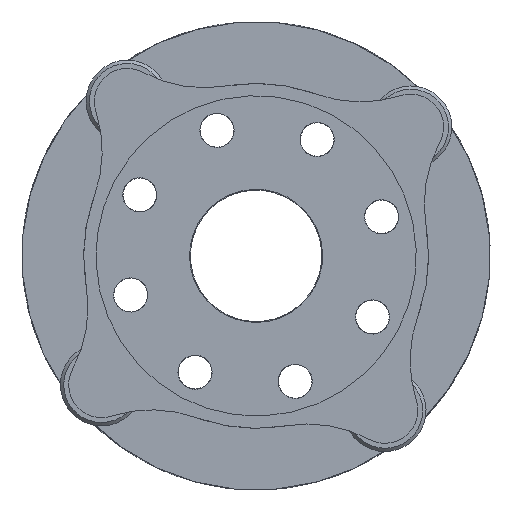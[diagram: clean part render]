
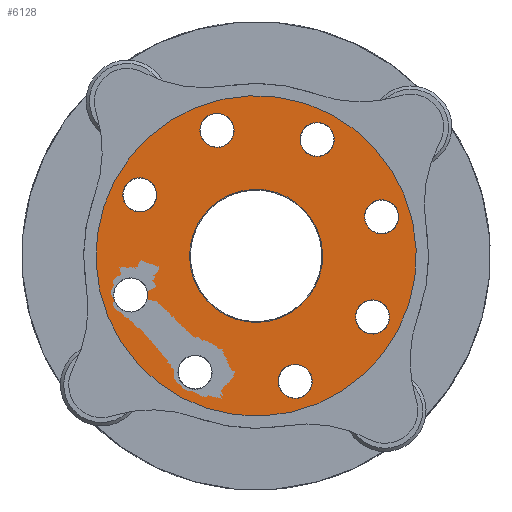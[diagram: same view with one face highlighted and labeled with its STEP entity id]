
A CAD part, left-side view. The second image highlights one B-rep face of the part: STEP entity #6128.
In plain terms, the highlighted planar face has unit normal (-1, 0, 0).
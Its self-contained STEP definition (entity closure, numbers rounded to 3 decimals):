
#1116=FACE_BOUND('',#1776,.T.);
#1117=FACE_BOUND('',#1777,.T.);
#1118=FACE_BOUND('',#1778,.T.);
#1119=FACE_BOUND('',#1779,.T.);
#1120=FACE_BOUND('',#1780,.T.);
#1121=FACE_BOUND('',#1781,.T.);
#1122=FACE_BOUND('',#1782,.T.);
#1123=FACE_BOUND('',#1783,.T.);
#1124=FACE_BOUND('',#1784,.T.);
#1346=FACE_OUTER_BOUND('',#1775,.T.);
#1775=EDGE_LOOP('',(#4785));
#1776=EDGE_LOOP('',(#4786));
#1777=EDGE_LOOP('',(#4787));
#1778=EDGE_LOOP('',(#4788));
#1779=EDGE_LOOP('',(#4789));
#1780=EDGE_LOOP('',(#4790));
#1781=EDGE_LOOP('',(#4791));
#1782=EDGE_LOOP('',(#4792));
#1783=EDGE_LOOP('',(#4793));
#1784=EDGE_LOOP('',(#4794));
#2255=CIRCLE('',#6730,9.75);
#2256=CIRCLE('',#6731,4.05);
#2257=CIRCLE('',#6732,1.04);
#2258=CIRCLE('',#6733,1.04);
#2259=CIRCLE('',#6734,1.04);
#2260=CIRCLE('',#6735,1.04);
#2261=CIRCLE('',#6736,1.04);
#2262=CIRCLE('',#6737,1.04);
#2263=CIRCLE('',#6738,1.04);
#2264=CIRCLE('',#6739,1.04);
#2787=VERTEX_POINT('',#11820);
#2788=VERTEX_POINT('',#11822);
#2789=VERTEX_POINT('',#11824);
#2790=VERTEX_POINT('',#11826);
#2791=VERTEX_POINT('',#11828);
#2792=VERTEX_POINT('',#11830);
#2793=VERTEX_POINT('',#11832);
#2794=VERTEX_POINT('',#11834);
#2795=VERTEX_POINT('',#11836);
#2796=VERTEX_POINT('',#11838);
#3509=EDGE_CURVE('',#2787,#2787,#2255,.T.);
#3510=EDGE_CURVE('',#2788,#2788,#2256,.T.);
#3511=EDGE_CURVE('',#2789,#2789,#2257,.T.);
#3512=EDGE_CURVE('',#2790,#2790,#2258,.T.);
#3513=EDGE_CURVE('',#2791,#2791,#2259,.T.);
#3514=EDGE_CURVE('',#2792,#2792,#2260,.T.);
#3515=EDGE_CURVE('',#2793,#2793,#2261,.T.);
#3516=EDGE_CURVE('',#2794,#2794,#2262,.T.);
#3517=EDGE_CURVE('',#2795,#2795,#2263,.T.);
#3518=EDGE_CURVE('',#2796,#2796,#2264,.T.);
#4785=ORIENTED_EDGE('',*,*,#3509,.T.);
#4786=ORIENTED_EDGE('',*,*,#3510,.F.);
#4787=ORIENTED_EDGE('',*,*,#3511,.F.);
#4788=ORIENTED_EDGE('',*,*,#3512,.F.);
#4789=ORIENTED_EDGE('',*,*,#3513,.F.);
#4790=ORIENTED_EDGE('',*,*,#3514,.F.);
#4791=ORIENTED_EDGE('',*,*,#3515,.F.);
#4792=ORIENTED_EDGE('',*,*,#3516,.F.);
#4793=ORIENTED_EDGE('',*,*,#3517,.F.);
#4794=ORIENTED_EDGE('',*,*,#3518,.F.);
#5897=PLANE('',#6729);
#6128=ADVANCED_FACE('',(#1346,#1116,#1117,#1118,#1119,#1120,#1121,#1122,
#1123,#1124),#5897,.T.);
#6729=AXIS2_PLACEMENT_3D('',#11819,#7954,#7955);
#6730=AXIS2_PLACEMENT_3D('',#11821,#7956,#7957);
#6731=AXIS2_PLACEMENT_3D('',#11823,#7958,#7959);
#6732=AXIS2_PLACEMENT_3D('',#11825,#7960,#7961);
#6733=AXIS2_PLACEMENT_3D('',#11827,#7962,#7963);
#6734=AXIS2_PLACEMENT_3D('',#11829,#7964,#7965);
#6735=AXIS2_PLACEMENT_3D('',#11831,#7966,#7967);
#6736=AXIS2_PLACEMENT_3D('',#11833,#7968,#7969);
#6737=AXIS2_PLACEMENT_3D('',#11835,#7970,#7971);
#6738=AXIS2_PLACEMENT_3D('',#11837,#7972,#7973);
#6739=AXIS2_PLACEMENT_3D('',#11839,#7974,#7975);
#7954=DIRECTION('center_axis',(-1.,0.,0.));
#7955=DIRECTION('ref_axis',(0.,-0.383,0.924));
#7956=DIRECTION('center_axis',(-1.,0.,0.));
#7957=DIRECTION('ref_axis',(0.,-0.383,0.924));
#7958=DIRECTION('center_axis',(-1.,0.,0.));
#7959=DIRECTION('ref_axis',(0.,-0.383,0.924));
#7960=DIRECTION('center_axis',(-1.,0.,0.));
#7961=DIRECTION('ref_axis',(0.,-0.383,0.924));
#7962=DIRECTION('center_axis',(-1.,0.,0.));
#7963=DIRECTION('ref_axis',(0.,-0.383,0.924));
#7964=DIRECTION('center_axis',(-1.,0.,0.));
#7965=DIRECTION('ref_axis',(0.,-0.383,0.924));
#7966=DIRECTION('center_axis',(-1.,0.,0.));
#7967=DIRECTION('ref_axis',(0.,-0.383,0.924));
#7968=DIRECTION('center_axis',(-1.,0.,0.));
#7969=DIRECTION('ref_axis',(0.,-0.383,0.924));
#7970=DIRECTION('center_axis',(-1.,0.,0.));
#7971=DIRECTION('ref_axis',(0.,-0.383,0.924));
#7972=DIRECTION('center_axis',(-1.,0.,0.));
#7973=DIRECTION('ref_axis',(0.,-0.383,0.924));
#7974=DIRECTION('center_axis',(-1.,0.,0.));
#7975=DIRECTION('ref_axis',(0.,-0.383,0.924));
#11819=CARTESIAN_POINT('Origin',(-5.5,0.,
0.));
#11820=CARTESIAN_POINT('',(-5.5,-3.731,9.008));
#11821=CARTESIAN_POINT('Origin',(-5.5,0.,
0.));
#11822=CARTESIAN_POINT('',(-5.5,-1.55,3.742));
#11823=CARTESIAN_POINT('Origin',(-5.5,0.,
0.));
#11824=CARTESIAN_POINT('',(-5.5,-7.789,4.022));
#11825=CARTESIAN_POINT('Origin',(-5.5,-7.391,3.061));
#11826=CARTESIAN_POINT('',(-5.5,-3.459,-6.43));
#11827=CARTESIAN_POINT('Origin',(-5.5,-3.061,-7.391));
#11828=CARTESIAN_POINT('',(-5.5,6.993,-2.101));
#11829=CARTESIAN_POINT('Origin',(-5.5,7.391,-3.061));
#11830=CARTESIAN_POINT('',(-5.5,2.663,8.352));
#11831=CARTESIAN_POINT('Origin',(-5.5,3.061,7.391));
#11832=CARTESIAN_POINT('',(-5.5,6.993,4.022));
#11833=CARTESIAN_POINT('Origin',(-5.5,7.391,3.061));
#11834=CARTESIAN_POINT('',(-5.5,2.663,-6.43));
#11835=CARTESIAN_POINT('Origin',(-5.5,3.061,-7.391));
#11836=CARTESIAN_POINT('',(-5.5,-7.789,-2.101));
#11837=CARTESIAN_POINT('Origin',(-5.5,-7.391,-3.061));
#11838=CARTESIAN_POINT('',(-5.5,-3.459,8.352));
#11839=CARTESIAN_POINT('Origin',(-5.5,-3.061,7.391));
